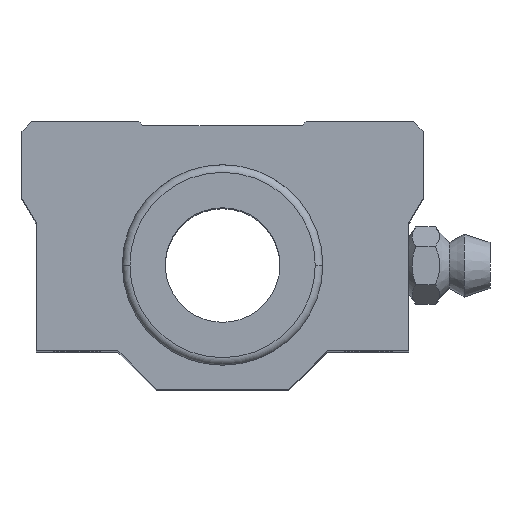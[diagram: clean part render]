
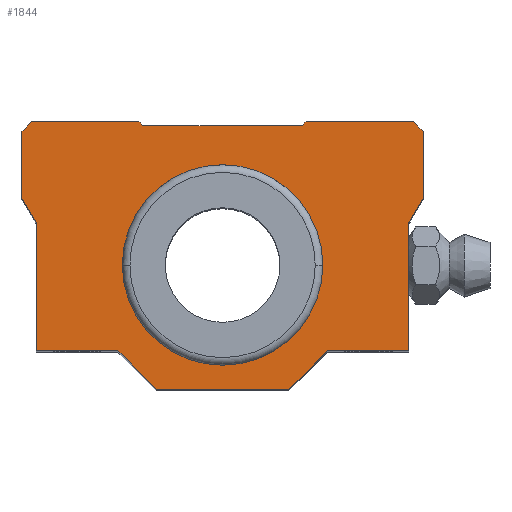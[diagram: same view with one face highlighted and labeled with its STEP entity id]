
A CAD part, top view. The second image highlights one B-rep face of the part: STEP entity #1844.
In plain terms, the highlighted planar face has unit normal (0, 0, 1).
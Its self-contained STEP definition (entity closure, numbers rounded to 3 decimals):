
#702 = EDGE_CURVE( '', #1824, #1858, #2026, .T. );
#706 = EDGE_CURVE( '', #964, #1288, #2030, .T. );
#716 = VERTEX_POINT( '', #2042 );
#802 = EDGE_CURVE( '', #1994, #1848, #2139, .T. );
#806 = EDGE_CURVE( '', #904, #1774, #2143, .T. );
#904 = VERTEX_POINT( '', #2259 );
#916 = EDGE_CURVE( '', #1984, #1038, #2272, .T. );
#934 = VERTEX_POINT( '', #2292 );
#960 = EDGE_CURVE( '', #1288, #1392, #2321, .T. );
#964 = VERTEX_POINT( '', #2325 );
#974 = EDGE_CURVE( '', #934, #1412, #2336, .T. );
#998 = EDGE_CURVE( '', #1038, #1846, #2361, .T. );
#1038 = VERTEX_POINT( '', #2408 );
#1080 = EDGE_CURVE( '', #1412, #1536, #2453, .T. );
#1260 = EDGE_CURVE( '', #716, #934, #2663, .T. );
#1278 = EDGE_CURVE( '', #1774, #904, #2683, .T. );
#1288 = VERTEX_POINT( '', #2693 );
#1310 = EDGE_CURVE( '', #1392, #1420, #2717, .T. );
#1316 = EDGE_CURVE( '', #1846, #1592, #2723, .T. );
#1336 = EDGE_CURVE( '', #1414, #1434, #2746, .T. );
#1392 = VERTEX_POINT( '', #2815 );
#1412 = VERTEX_POINT( '', #2839 );
#1414 = VERTEX_POINT( '', #2841 );
#1420 = VERTEX_POINT( '', #2848 );
#1434 = VERTEX_POINT( '', #2863 );
#1494 = EDGE_CURVE( '', #1858, #716, #2929, .T. );
#1508 = EDGE_CURVE( '', #1420, #1824, #2945, .T. );
#1520 = EDGE_CURVE( '', #1536, #1414, #2960, .T. );
#1536 = VERTEX_POINT( '', #2979 );
#1592 = VERTEX_POINT( '', #3042 );
#1774 = VERTEX_POINT( '', #3242 );
#1782 = EDGE_CURVE( '', #1592, #1994, #3250, .T. );
#1824 = VERTEX_POINT( '', #3295 );
#1844 = ADVANCED_FACE( '', ( #3318, #3319 ), #3320, .T. );
#1846 = VERTEX_POINT( '', #3322 );
#1848 = VERTEX_POINT( '', #3324 );
#1856 = EDGE_CURVE( '', #1434, #1984, #3332, .T. );
#1858 = VERTEX_POINT( '', #3334 );
#1912 = EDGE_CURVE( '', #1848, #964, #3396, .T. );
#1984 = VERTEX_POINT( '', #3475 );
#1994 = VERTEX_POINT( '', #3485 );
#2026 = LINE( '', #3514, #3515 );
#2030 = LINE( '', #3520, #3521 );
#2042 = CARTESIAN_POINT( '', ( 20., 15., 35. ) );
#2139 = LINE( '', #3679, #3680 );
#2143 = CIRCLE( '', #3685, 10.5 );
#2259 = CARTESIAN_POINT( '', ( 0., 10.5, 35. ) );
#2272 = LINE( '', #3853, #3854 );
#2292 = CARTESIAN_POINT( '', ( 8.75, 15., 35. ) );
#2321 = LINE( '', #3924, #3925 );
#2325 = CARTESIAN_POINT( '', ( 6.95, -13., 35. ) );
#2336 = LINE( '', #3945, #3946 );
#2361 = LINE( '', #3991, #3992 );
#2408 = CARTESIAN_POINT( '', ( -21., 7., 35. ) );
#2453 = LINE( '', #4129, #4130 );
#2663 = LINE( '', #4425, #4426 );
#2683 = CIRCLE( '', #4449, 10.5 );
#2693 = CARTESIAN_POINT( '', ( 10.95, -9., 35. ) );
#2717 = LINE( '', #4503, #4504 );
#2723 = LINE( '', #4513, #4514 );
#2746 = LINE( '', #4546, #4547 );
#2815 = CARTESIAN_POINT( '', ( 19.5, -9., 35. ) );
#2839 = CARTESIAN_POINT( '', ( 8.35, 14.6, 35. ) );
#2841 = CARTESIAN_POINT( '', ( -8.75, 15., 35. ) );
#2848 = CARTESIAN_POINT( '', ( 19.5, 4.402, 35. ) );
#2863 = CARTESIAN_POINT( '', ( -20., 15., 35. ) );
#2929 = LINE( '', #4780, #4781 );
#2945 = LINE( '', #4803, #4804 );
#2960 = LINE( '', #4821, #4822 );
#2979 = CARTESIAN_POINT( '', ( -8.35, 14.6, 35. ) );
#3042 = CARTESIAN_POINT( '', ( -19.5, -9., 35. ) );
#3242 = CARTESIAN_POINT( '', ( 0., -10.5, 35. ) );
#3250 = LINE( '', #5206, #5207 );
#3295 = CARTESIAN_POINT( '', ( 21., 7., 35. ) );
#3318 = FACE_BOUND( '', #5295, .T. );
#3319 = FACE_OUTER_BOUND( '', #5296, .T. );
#3320 = PLANE( '', #5297 );
#3322 = CARTESIAN_POINT( '', ( -19.5, 4.402, 35. ) );
#3324 = CARTESIAN_POINT( '', ( -6.95, -13., 35. ) );
#3332 = LINE( '', #5312, #5313 );
#3334 = CARTESIAN_POINT( '', ( 21., 14., 35. ) );
#3396 = LINE( '', #5412, #5413 );
#3475 = CARTESIAN_POINT( '', ( -21., 14., 35. ) );
#3485 = CARTESIAN_POINT( '', ( -10.95, -9., 35. ) );
#3514 = CARTESIAN_POINT( '', ( 21., 7., 35. ) );
#3515 = VECTOR( '', #5536, 1. );
#3520 = CARTESIAN_POINT( '', ( 6.95, -13., 35. ) );
#3521 = VECTOR( '', #5537, 1. );
#3679 = CARTESIAN_POINT( '', ( -10.95, -9., 35. ) );
#3680 = VECTOR( '', #5679, 1. );
#3685 = AXIS2_PLACEMENT_3D( '', #5680, #5681, #5682 );
#3853 = CARTESIAN_POINT( '', ( -21., 14., 35. ) );
#3854 = VECTOR( '', #5879, 1. );
#3924 = CARTESIAN_POINT( '', ( 10.95, -9., 35. ) );
#3925 = VECTOR( '', #5933, 1. );
#3945 = CARTESIAN_POINT( '', ( 8.75, 15., 35. ) );
#3946 = VECTOR( '', #5951, 1. );
#3991 = CARTESIAN_POINT( '', ( -21., 7., 35. ) );
#3992 = VECTOR( '', #5972, 1. );
#4129 = CARTESIAN_POINT( '', ( 8.35, 14.6, 35. ) );
#4130 = VECTOR( '', #6083, 1. );
#4425 = CARTESIAN_POINT( '', ( 20., 15., 35. ) );
#4426 = VECTOR( '', #6353, 1. );
#4449 = AXIS2_PLACEMENT_3D( '', #6376, #6377, #6378 );
#4503 = CARTESIAN_POINT( '', ( 19.5, -9., 35. ) );
#4504 = VECTOR( '', #6413, 1. );
#4513 = CARTESIAN_POINT( '', ( -19.5, 4.402, 35. ) );
#4514 = VECTOR( '', #6415, 1. );
#4546 = CARTESIAN_POINT( '', ( -8.75, 15., 35. ) );
#4547 = VECTOR( '', #6441, 1. );
#4780 = CARTESIAN_POINT( '', ( 21., 14., 35. ) );
#4781 = VECTOR( '', #6688, 1. );
#4803 = CARTESIAN_POINT( '', ( 19.5, 4.402, 35. ) );
#4804 = VECTOR( '', #6710, 1. );
#4821 = CARTESIAN_POINT( '', ( -8.35, 14.6, 35. ) );
#4822 = VECTOR( '', #6730, 1. );
#5206 = CARTESIAN_POINT( '', ( -19.5, -9., 35. ) );
#5207 = VECTOR( '', #7047, 1. );
#5295 = EDGE_LOOP( '', ( #7113, #7114 ) );
#5296 = EDGE_LOOP( '', ( #7115, #7116, #7117, #7118, #7119, #7120, #7121, #7122, #7123, #7124, #7125, #7126, #7127, #7128, #7129, #7130, #7131, #7132 ) );
#5297 = AXIS2_PLACEMENT_3D( '', #7133, #7134, #7135 );
#5312 = CARTESIAN_POINT( '', ( -20., 15., 35. ) );
#5313 = VECTOR( '', #7142, 1. );
#5412 = CARTESIAN_POINT( '', ( -6.95, -13., 35. ) );
#5413 = VECTOR( '', #7230, 1. );
#5536 = DIRECTION( '', ( 0., 1., 0. ) );
#5537 = DIRECTION( '', ( 0.707, 0.707, 0. ) );
#5679 = DIRECTION( '', ( 0.707, -0.707, 0. ) );
#5680 = CARTESIAN_POINT( '', ( 0., 0., 35. ) );
#5681 = DIRECTION( '', ( 0., 0., -1. ) );
#5682 = DIRECTION( '', ( 0., 1., 0. ) );
#5879 = DIRECTION( '', ( 0., -1., 0. ) );
#5933 = DIRECTION( '', ( 1., 0., 0. ) );
#5951 = DIRECTION( '', ( -0.707, -0.707, 0. ) );
#5972 = DIRECTION( '', ( 0.5, -0.866, 0. ) );
#6083 = DIRECTION( '', ( -1., 0., 0. ) );
#6353 = DIRECTION( '', ( -1., 0., 0. ) );
#6376 = CARTESIAN_POINT( '', ( 0., 0., 35. ) );
#6377 = DIRECTION( '', ( 0., 0., -1. ) );
#6378 = DIRECTION( '', ( 0., 1., 0. ) );
#6413 = DIRECTION( '', ( 0., 1., 0. ) );
#6415 = DIRECTION( '', ( 0., -1., 0. ) );
#6441 = DIRECTION( '', ( -1., 0., 0. ) );
#6688 = DIRECTION( '', ( -0.707, 0.707, 0. ) );
#6710 = DIRECTION( '', ( 0.5, 0.866, 0. ) );
#6730 = DIRECTION( '', ( -0.707, 0.707, 0. ) );
#7047 = DIRECTION( '', ( 1., 0., 0. ) );
#7113 = ORIENTED_EDGE( '', *, *, #806, .T. );
#7114 = ORIENTED_EDGE( '', *, *, #1278, .T. );
#7115 = ORIENTED_EDGE( '', *, *, #916, .T. );
#7116 = ORIENTED_EDGE( '', *, *, #998, .T. );
#7117 = ORIENTED_EDGE( '', *, *, #1316, .T. );
#7118 = ORIENTED_EDGE( '', *, *, #1782, .T. );
#7119 = ORIENTED_EDGE( '', *, *, #802, .T. );
#7120 = ORIENTED_EDGE( '', *, *, #1912, .T. );
#7121 = ORIENTED_EDGE( '', *, *, #706, .T. );
#7122 = ORIENTED_EDGE( '', *, *, #960, .T. );
#7123 = ORIENTED_EDGE( '', *, *, #1310, .T. );
#7124 = ORIENTED_EDGE( '', *, *, #1508, .T. );
#7125 = ORIENTED_EDGE( '', *, *, #702, .T. );
#7126 = ORIENTED_EDGE( '', *, *, #1494, .T. );
#7127 = ORIENTED_EDGE( '', *, *, #1260, .T. );
#7128 = ORIENTED_EDGE( '', *, *, #974, .T. );
#7129 = ORIENTED_EDGE( '', *, *, #1080, .T. );
#7130 = ORIENTED_EDGE( '', *, *, #1520, .T. );
#7131 = ORIENTED_EDGE( '', *, *, #1336, .T. );
#7132 = ORIENTED_EDGE( '', *, *, #1856, .T. );
#7133 = CARTESIAN_POINT( '', ( 0., 0., 35. ) );
#7134 = DIRECTION( '', ( 0., 0., 1. ) );
#7135 = DIRECTION( '', ( 1., 0., 0. ) );
#7142 = DIRECTION( '', ( -0.707, -0.707, 0. ) );
#7230 = DIRECTION( '', ( 1., 0., 0. ) );
